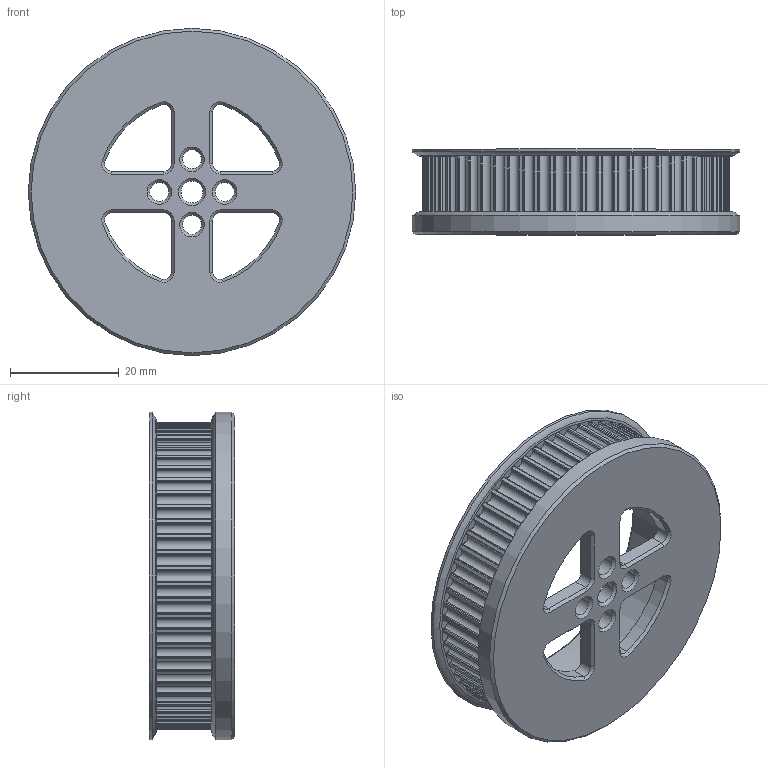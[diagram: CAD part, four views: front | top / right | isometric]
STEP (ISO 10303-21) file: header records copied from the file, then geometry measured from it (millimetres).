
FILE_DESCRIPTION(/* description */ (''),/* implementation_level */ '2;1');
FILE_NAME(/* name */ '60tooth 3mm pully for D4215 v3.step',/* time_stamp */ '2023-05-17T14:41:46-04:00',/* author */ (''),/* organization */ (''),/* preprocessor_version */ 'ST-DEVELOPER v19.2',/* originating_system */ 'Autodesk Translation Framework v12.4.0.73',/* authorisation */ '');
FILE_SCHEMA (('AUTOMOTIVE_DESIGN { 1 0 10303 214 3 1 1 }'));
Length unit declared in the file: inch
Products named in the file (1): 60tooth 3mm pully for D4215
Bounding box: 60.09 x 15.7 x 60.09 mm (x, y, z)
Volume: 19869.6 mm3; surface area: 11145.4 mm2
Topology: 1 solids, 1 shells, 432 faces, 1246 edges, 819 vertices
Faces by surface type: cylinder 384, cone 23, plane 21, torus 4
Full cylindrical faces by diameter (mm): 3.5 x4, 4 x1, 43 x1, 60.09 x2
Entity records: 14707 total; most frequent: DIRECTION 2911, CARTESIAN_POINT 2498, ORIENTED_EDGE 2492, EDGE_CURVE 1246, AXIS2_PLACEMENT_3D 1232, VERTEX_POINT 819, CIRCLE 799, EDGE_LOOP 453
